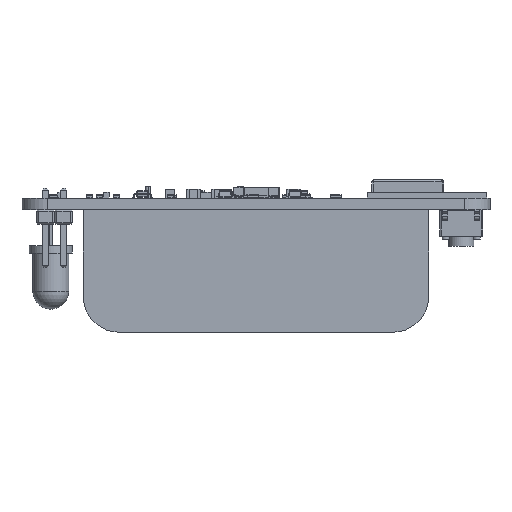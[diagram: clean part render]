
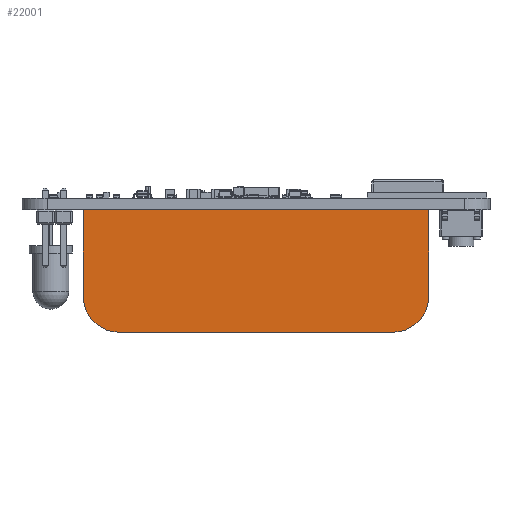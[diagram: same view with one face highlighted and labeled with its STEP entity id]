
A CAD part, front view. The second image highlights one B-rep face of the part: STEP entity #22001.
In plain terms, the highlighted face is planar.
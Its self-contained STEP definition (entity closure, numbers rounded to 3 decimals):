
#22001 = ADVANCED_FACE('',(#22002),#22054,.F.);
#22002 = FACE_BOUND('',#22003,.T.);
#22003 = EDGE_LOOP('',(#22004,#22014,#22023,#22031,#22039,#22047));
#22004 = ORIENTED_EDGE('',*,*,#22005,.T.);
#22005 = EDGE_CURVE('',#22006,#22008,#22010,.T.);
#22006 = VERTEX_POINT('',#22007);
#22007 = CARTESIAN_POINT('',(-29.,-19.,17.));
#22008 = VERTEX_POINT('',#22009);
#22009 = CARTESIAN_POINT('',(-29.,19.,17.));
#22010 = LINE('',#22011,#22012);
#22011 = CARTESIAN_POINT('',(-29.,0.,17.));
#22012 = VECTOR('',#22013,1.);
#22013 = DIRECTION('',(0.,1.,0.));
#22014 = ORIENTED_EDGE('',*,*,#22015,.T.);
#22015 = EDGE_CURVE('',#22008,#22016,#22018,.T.);
#22016 = VERTEX_POINT('',#22017);
#22017 = CARTESIAN_POINT('',(-29.,24.,12.));
#22018 = CIRCLE('',#22019,5.);
#22019 = AXIS2_PLACEMENT_3D('',#22020,#22021,#22022);
#22020 = CARTESIAN_POINT('',(-29.,19.,12.));
#22021 = DIRECTION('',(-1.,0.,0.));
#22022 = DIRECTION('',(0.,0.,-1.));
#22023 = ORIENTED_EDGE('',*,*,#22024,.T.);
#22024 = EDGE_CURVE('',#22016,#22025,#22027,.T.);
#22025 = VERTEX_POINT('',#22026);
#22026 = CARTESIAN_POINT('',(-29.,24.,0.));
#22027 = LINE('',#22028,#22029);
#22028 = CARTESIAN_POINT('',(-29.,24.,2.8));
#22029 = VECTOR('',#22030,1.);
#22030 = DIRECTION('',(0.,0.,-1.));
#22031 = ORIENTED_EDGE('',*,*,#22032,.T.);
#22032 = EDGE_CURVE('',#22025,#22033,#22035,.T.);
#22033 = VERTEX_POINT('',#22034);
#22034 = CARTESIAN_POINT('',(-29.,-24.,0.));
#22035 = LINE('',#22036,#22037);
#22036 = CARTESIAN_POINT('',(-29.,0.,0.));
#22037 = VECTOR('',#22038,1.);
#22038 = DIRECTION('',(0.,-1.,0.));
#22039 = ORIENTED_EDGE('',*,*,#22040,.F.);
#22040 = EDGE_CURVE('',#22041,#22033,#22043,.T.);
#22041 = VERTEX_POINT('',#22042);
#22042 = CARTESIAN_POINT('',(-29.,-24.,12.));
#22043 = LINE('',#22044,#22045);
#22044 = CARTESIAN_POINT('',(-29.,-24.,2.8));
#22045 = VECTOR('',#22046,1.);
#22046 = DIRECTION('',(0.,0.,-1.));
#22047 = ORIENTED_EDGE('',*,*,#22048,.T.);
#22048 = EDGE_CURVE('',#22041,#22006,#22049,.T.);
#22049 = CIRCLE('',#22050,5.);
#22050 = AXIS2_PLACEMENT_3D('',#22051,#22052,#22053);
#22051 = CARTESIAN_POINT('',(-29.,-19.,12.));
#22052 = DIRECTION('',(-1.,0.,0.));
#22053 = DIRECTION('',(0.,0.,-1.));
#22054 = PLANE('',#22055);
#22055 = AXIS2_PLACEMENT_3D('',#22056,#22057,#22058);
#22056 = CARTESIAN_POINT('',(-29.,0.,2.8));
#22057 = DIRECTION('',(1.,0.,0.));
#22058 = DIRECTION('',(0.,0.,-1.));
